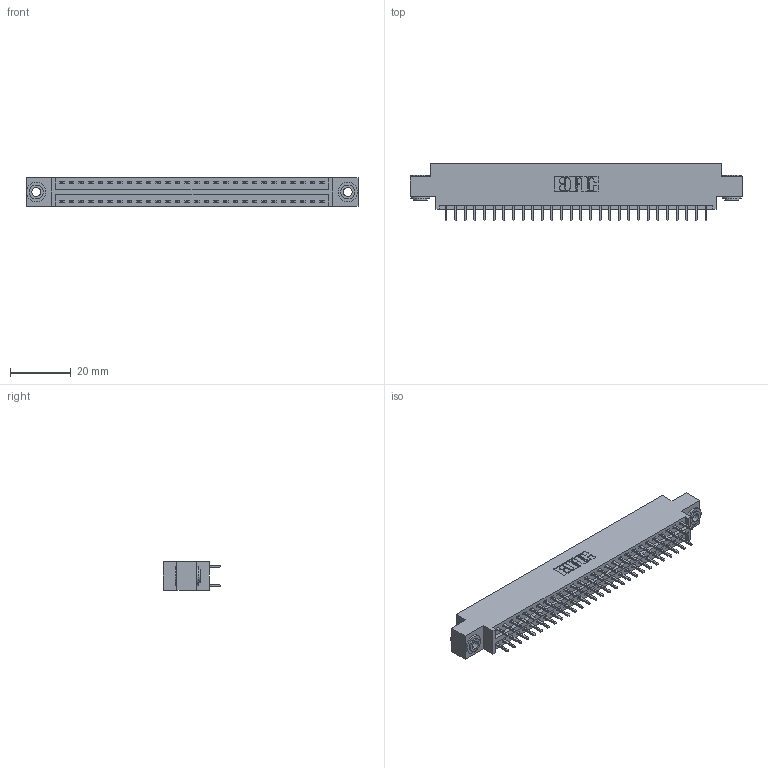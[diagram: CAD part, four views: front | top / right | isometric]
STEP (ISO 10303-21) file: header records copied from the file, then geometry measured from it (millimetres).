
FILE_DESCRIPTION (( 'STEP AP203' ), '1' );
FILE_NAME ('346-056-521-803.STEP', '2022-05-21T05:16:46', ( '' ), ( '' ), 'SwSTEP 2.0', 'SolidWorks 2020', '' );
FILE_SCHEMA (( 'CONFIG_CONTROL_DESIGN' ));
Length unit declared in the file: inch
Products named in the file (4): 345-292-001_345-293-121; 346 Part_0.170 Offset - 0.156 Dia-TH; 345-250-002_345-250-002-102; 346-056-521-803
Assembly tree (59 placements, depth 2):
  346-056-521-803
    346 Part_0.170 Offset - 0.156 Dia-TH
    345-292-001_345-293-121  x56
    345-250-002_345-250-002-102  x2
Bounding box: 109.47 x 19.05 x 9.4 mm (x, y, z)
Volume: 10390.2 mm3; surface area: 14336.4 mm2
Topology: 59 solids, 59 shells, 3090 faces, 9133 edges, 6010 vertices
Faces by surface type: plane 2064, cylinder 1018, cone 8
Entity records: 21374 total; most frequent: CARTESIAN_POINT 3525, ORIENTED_EDGE 3450, DIRECTION 3187, EDGE_CURVE 1725, LINE 1457, VECTOR 1457, VERTEX_POINT 1146, AXIS2_PLACEMENT_3D 865
